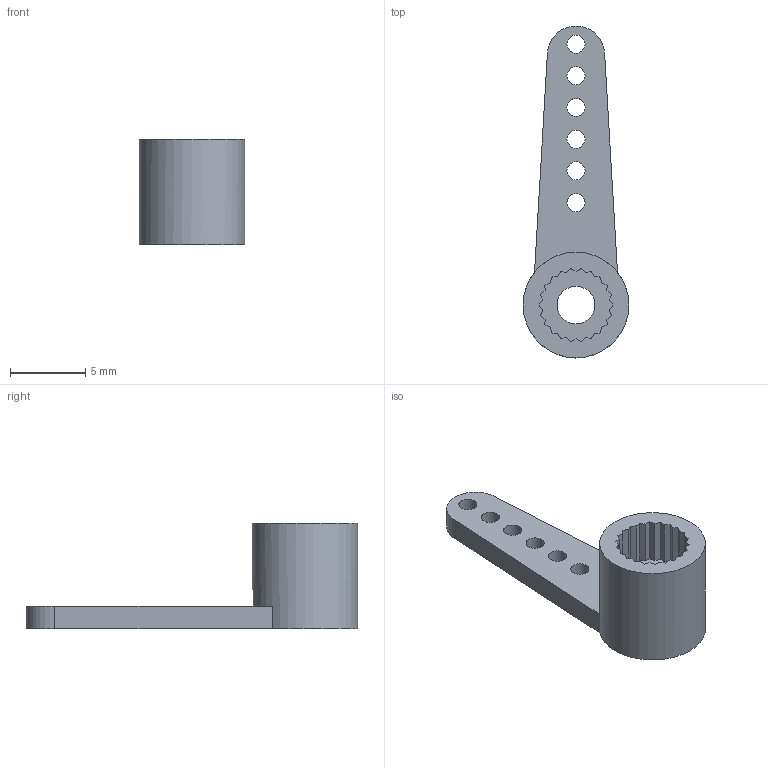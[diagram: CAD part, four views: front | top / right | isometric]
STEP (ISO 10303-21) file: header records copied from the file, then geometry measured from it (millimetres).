
FILE_DESCRIPTION(/* description */ (''),/* implementation_level */ '2;1');
FILE_NAME(/* name */ 'SG90_Arm_01_Custom v8.step',/* time_stamp */ '2022-10-31T11:53:16+09:00',/* author */ (''),/* organization */ (''),/* preprocessor_version */ 'ST-DEVELOPER v19',/* originating_system */ 'Autodesk Translation Framework v11.7.0.108',/* authorisation */ '');
FILE_SCHEMA (('AUTOMOTIVE_DESIGN { 1 0 10303 214 3 1 1 }'));
Length unit declared in the file: millimetre
Products named in the file (1): SG90_Arm_01_Custom
Bounding box: 7 x 22 x 7 mm (x, y, z)
Volume: 277 mm3; surface area: 502.9 mm2
Topology: 1 solids, 1 shells, 62 faces, 173 edges, 115 vertices
Faces by surface type: plane 51, cylinder 10, cone 1
Full cylindrical faces by diameter (mm): 1.2 x6, 2.5 x1, 4.7 x1, 7 x1
Entity records: 2040 total; most frequent: CARTESIAN_POINT 351, ORIENTED_EDGE 346, DIRECTION 322, EDGE_CURVE 173, LINE 150, VECTOR 150, VERTEX_POINT 115, AXIS2_PLACEMENT_3D 86
